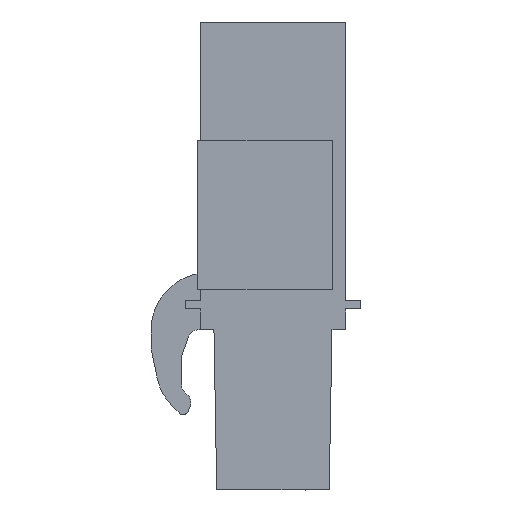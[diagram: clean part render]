
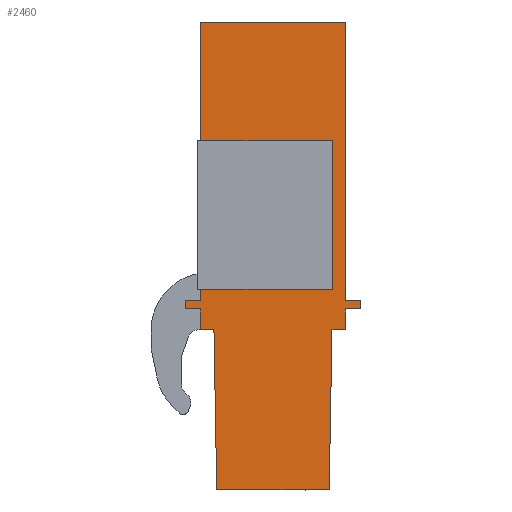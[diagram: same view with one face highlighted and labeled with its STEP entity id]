
A CAD part, left-side view. The second image highlights one B-rep face of the part: STEP entity #2460.
In plain terms, the highlighted planar face has unit normal (-1, 0, 0).
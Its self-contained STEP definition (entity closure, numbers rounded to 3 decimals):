
#2328=AXIS2_PLACEMENT_3D('Plane Axis2P3D',#2325,#2326,#2327) ;
#56=CARTESIAN_POINT('Vertex',(1.,0.8,24.55)) ;
#59=CARTESIAN_POINT('Line Origine',(1.,0.8,17.25)) ;
#63=CARTESIAN_POINT('Vertex',(1.,0.8,9.95)) ;
#542=CARTESIAN_POINT('Vertex',(1.,9.22,9.95)) ;
#545=CARTESIAN_POINT('Line Origine',(1.,8.82,9.95)) ;
#549=CARTESIAN_POINT('Vertex',(1.,8.42,9.95)) ;
#592=CARTESIAN_POINT('Line Origine',(1.,0.4,9.95)) ;
#596=CARTESIAN_POINT('Vertex',(1.,0.,9.95)) ;
#1427=CARTESIAN_POINT('Vertex',(1.,8.42,24.55)) ;
#1430=CARTESIAN_POINT('Line Origine',(1.,4.61,24.55)) ;
#2325=CARTESIAN_POINT('Axis2P3D Location',(1.,0.,0.)) ;
#2330=CARTESIAN_POINT('Line Origine',(1.,8.42,10.487)) ;
#2334=CARTESIAN_POINT('Vertex',(1.,8.42,11.025)) ;
#2337=CARTESIAN_POINT('Line Origine',(1.,9.22,9.725)) ;
#2341=CARTESIAN_POINT('Vertex',(1.,9.22,9.5)) ;
#2344=CARTESIAN_POINT('Line Origine',(1.,8.82,9.5)) ;
#2348=CARTESIAN_POINT('Vertex',(1.,8.42,9.5)) ;
#2351=CARTESIAN_POINT('Line Origine',(1.,8.42,8.95)) ;
#2355=CARTESIAN_POINT('Vertex',(1.,8.42,8.4)) ;
#2358=CARTESIAN_POINT('Line Origine',(1.,8.063,8.4)) ;
#2362=CARTESIAN_POINT('Vertex',(1.,7.707,8.4)) ;
#2365=CARTESIAN_POINT('Line Origine',(1.,7.633,4.2)) ;
#2369=CARTESIAN_POINT('Vertex',(1.,7.56,0.)) ;
#2372=CARTESIAN_POINT('Line Origine',(1.,4.61,0.)) ;
#2376=CARTESIAN_POINT('Vertex',(1.,1.66,0.)) ;
#2379=CARTESIAN_POINT('Line Origine',(1.,1.587,4.2)) ;
#2383=CARTESIAN_POINT('Vertex',(1.,1.513,8.4)) ;
#2386=CARTESIAN_POINT('Line Origine',(1.,1.157,8.4)) ;
#2390=CARTESIAN_POINT('Vertex',(1.,0.8,8.4)) ;
#2393=CARTESIAN_POINT('Line Origine',(1.,0.8,8.95)) ;
#2397=CARTESIAN_POINT('Vertex',(1.,0.8,9.5)) ;
#2400=CARTESIAN_POINT('Line Origine',(1.,0.4,9.5)) ;
#2404=CARTESIAN_POINT('Vertex',(1.,0.,9.5)) ;
#2407=CARTESIAN_POINT('Line Origine',(1.,0.,9.725)) ;
#2412=CARTESIAN_POINT('Line Origine',(1.,8.42,21.188)) ;
#2416=CARTESIAN_POINT('Vertex',(1.,8.42,17.825)) ;
#2419=CARTESIAN_POINT('Line Origine',(1.,4.96,17.825)) ;
#2423=CARTESIAN_POINT('Vertex',(1.,1.5,17.825)) ;
#2426=CARTESIAN_POINT('Line Origine',(1.,1.5,14.425)) ;
#2430=CARTESIAN_POINT('Vertex',(1.,1.5,11.025)) ;
#2433=CARTESIAN_POINT('Line Origine',(1.,4.96,11.025)) ;
#60=DIRECTION('Vector Direction',(0.,0.,-1.)) ;
#546=DIRECTION('Vector Direction',(0.,-1.,0.)) ;
#593=DIRECTION('Vector Direction',(0.,-1.,0.)) ;
#1431=DIRECTION('Vector Direction',(0.,-1.,0.)) ;
#2326=DIRECTION('Axis2P3D Direction',(-1.,0.,0.)) ;
#2327=DIRECTION('Axis2P3D XDirection',(0.,0.,1.)) ;
#2331=DIRECTION('Vector Direction',(0.,0.,1.)) ;
#2338=DIRECTION('Vector Direction',(0.,0.,1.)) ;
#2345=DIRECTION('Vector Direction',(0.,1.,0.)) ;
#2352=DIRECTION('Vector Direction',(0.,0.,1.)) ;
#2359=DIRECTION('Vector Direction',(0.,1.,0.)) ;
#2366=DIRECTION('Vector Direction',(0.,0.017,1.)) ;
#2373=DIRECTION('Vector Direction',(0.,1.,0.)) ;
#2380=DIRECTION('Vector Direction',(0.,0.017,-1.)) ;
#2387=DIRECTION('Vector Direction',(0.,1.,0.)) ;
#2394=DIRECTION('Vector Direction',(0.,0.,-1.)) ;
#2401=DIRECTION('Vector Direction',(0.,1.,0.)) ;
#2408=DIRECTION('Vector Direction',(0.,0.,-1.)) ;
#2413=DIRECTION('Vector Direction',(0.,0.,1.)) ;
#2420=DIRECTION('Vector Direction',(0.,1.,0.)) ;
#2427=DIRECTION('Vector Direction',(0.,0.,-1.)) ;
#2434=DIRECTION('Vector Direction',(0.,1.,0.)) ;
#61=VECTOR('Line Direction',#60,1.) ;
#547=VECTOR('Line Direction',#546,1.) ;
#594=VECTOR('Line Direction',#593,1.) ;
#1432=VECTOR('Line Direction',#1431,1.) ;
#2332=VECTOR('Line Direction',#2331,1.) ;
#2339=VECTOR('Line Direction',#2338,1.) ;
#2346=VECTOR('Line Direction',#2345,1.) ;
#2353=VECTOR('Line Direction',#2352,1.) ;
#2360=VECTOR('Line Direction',#2359,1.) ;
#2367=VECTOR('Line Direction',#2366,1.) ;
#2374=VECTOR('Line Direction',#2373,1.) ;
#2381=VECTOR('Line Direction',#2380,1.) ;
#2388=VECTOR('Line Direction',#2387,1.) ;
#2395=VECTOR('Line Direction',#2394,1.) ;
#2402=VECTOR('Line Direction',#2401,1.) ;
#2409=VECTOR('Line Direction',#2408,1.) ;
#2414=VECTOR('Line Direction',#2413,1.) ;
#2421=VECTOR('Line Direction',#2420,1.) ;
#2428=VECTOR('Line Direction',#2427,1.) ;
#2435=VECTOR('Line Direction',#2434,1.) ;
#2439=ORIENTED_EDGE('',*,*,#2336,.T.) ;
#2440=ORIENTED_EDGE('',*,*,#551,.T.) ;
#2441=ORIENTED_EDGE('',*,*,#2343,.T.) ;
#2442=ORIENTED_EDGE('',*,*,#2350,.T.) ;
#2443=ORIENTED_EDGE('',*,*,#2357,.T.) ;
#2444=ORIENTED_EDGE('',*,*,#2364,.T.) ;
#2445=ORIENTED_EDGE('',*,*,#2371,.T.) ;
#2446=ORIENTED_EDGE('',*,*,#2378,.T.) ;
#2447=ORIENTED_EDGE('',*,*,#2385,.T.) ;
#2448=ORIENTED_EDGE('',*,*,#2392,.T.) ;
#2449=ORIENTED_EDGE('',*,*,#2399,.T.) ;
#2450=ORIENTED_EDGE('',*,*,#2406,.T.) ;
#2451=ORIENTED_EDGE('',*,*,#2411,.T.) ;
#2452=ORIENTED_EDGE('',*,*,#598,.T.) ;
#2453=ORIENTED_EDGE('',*,*,#65,.T.) ;
#2454=ORIENTED_EDGE('',*,*,#1434,.T.) ;
#2455=ORIENTED_EDGE('',*,*,#2418,.T.) ;
#2456=ORIENTED_EDGE('',*,*,#2425,.F.) ;
#2457=ORIENTED_EDGE('',*,*,#2432,.F.) ;
#2458=ORIENTED_EDGE('',*,*,#2437,.T.) ;
#2460=ADVANCED_FACE('_BLC 5.08/9BR OR 1649440000',(#2459),#2329,.T.) ;
#65=EDGE_CURVE('',#64,#57,#62,.F.) ;
#551=EDGE_CURVE('',#550,#543,#548,.F.) ;
#598=EDGE_CURVE('',#597,#64,#595,.F.) ;
#1434=EDGE_CURVE('',#57,#1428,#1433,.F.) ;
#2336=EDGE_CURVE('',#2335,#550,#2333,.F.) ;
#2343=EDGE_CURVE('',#543,#2342,#2340,.F.) ;
#2350=EDGE_CURVE('',#2342,#2349,#2347,.F.) ;
#2357=EDGE_CURVE('',#2349,#2356,#2354,.F.) ;
#2364=EDGE_CURVE('',#2356,#2363,#2361,.F.) ;
#2371=EDGE_CURVE('',#2363,#2370,#2368,.F.) ;
#2378=EDGE_CURVE('',#2370,#2377,#2375,.F.) ;
#2385=EDGE_CURVE('',#2377,#2384,#2382,.F.) ;
#2392=EDGE_CURVE('',#2384,#2391,#2389,.F.) ;
#2399=EDGE_CURVE('',#2391,#2398,#2396,.F.) ;
#2406=EDGE_CURVE('',#2398,#2405,#2403,.F.) ;
#2411=EDGE_CURVE('',#2405,#597,#2410,.F.) ;
#2418=EDGE_CURVE('',#1428,#2417,#2415,.F.) ;
#2425=EDGE_CURVE('',#2424,#2417,#2422,.T.) ;
#2432=EDGE_CURVE('',#2431,#2424,#2429,.F.) ;
#2437=EDGE_CURVE('',#2431,#2335,#2436,.T.) ;
#2438=EDGE_LOOP('',(#2439,#2440,#2441,#2442,#2443,#2444,#2445,#2446,#2447,#2448,#2449,#2450,#2451,#2452,#2453,#2454,#2455,#2456,#2457,#2458)) ;
#2459=FACE_OUTER_BOUND('',#2438,.T.) ;
#62=LINE('Line',#59,#61) ;
#548=LINE('Line',#545,#547) ;
#595=LINE('Line',#592,#594) ;
#1433=LINE('Line',#1430,#1432) ;
#2333=LINE('Line',#2330,#2332) ;
#2340=LINE('Line',#2337,#2339) ;
#2347=LINE('Line',#2344,#2346) ;
#2354=LINE('Line',#2351,#2353) ;
#2361=LINE('Line',#2358,#2360) ;
#2368=LINE('Line',#2365,#2367) ;
#2375=LINE('Line',#2372,#2374) ;
#2382=LINE('Line',#2379,#2381) ;
#2389=LINE('Line',#2386,#2388) ;
#2396=LINE('Line',#2393,#2395) ;
#2403=LINE('Line',#2400,#2402) ;
#2410=LINE('Line',#2407,#2409) ;
#2415=LINE('Line',#2412,#2414) ;
#2422=LINE('Line',#2419,#2421) ;
#2429=LINE('Line',#2426,#2428) ;
#2436=LINE('Line',#2433,#2435) ;
#2329=PLANE('',#2328) ;
#57=VERTEX_POINT('',#56) ;
#64=VERTEX_POINT('',#63) ;
#543=VERTEX_POINT('',#542) ;
#550=VERTEX_POINT('',#549) ;
#597=VERTEX_POINT('',#596) ;
#1428=VERTEX_POINT('',#1427) ;
#2335=VERTEX_POINT('',#2334) ;
#2342=VERTEX_POINT('',#2341) ;
#2349=VERTEX_POINT('',#2348) ;
#2356=VERTEX_POINT('',#2355) ;
#2363=VERTEX_POINT('',#2362) ;
#2370=VERTEX_POINT('',#2369) ;
#2377=VERTEX_POINT('',#2376) ;
#2384=VERTEX_POINT('',#2383) ;
#2391=VERTEX_POINT('',#2390) ;
#2398=VERTEX_POINT('',#2397) ;
#2405=VERTEX_POINT('',#2404) ;
#2417=VERTEX_POINT('',#2416) ;
#2424=VERTEX_POINT('',#2423) ;
#2431=VERTEX_POINT('',#2430) ;
